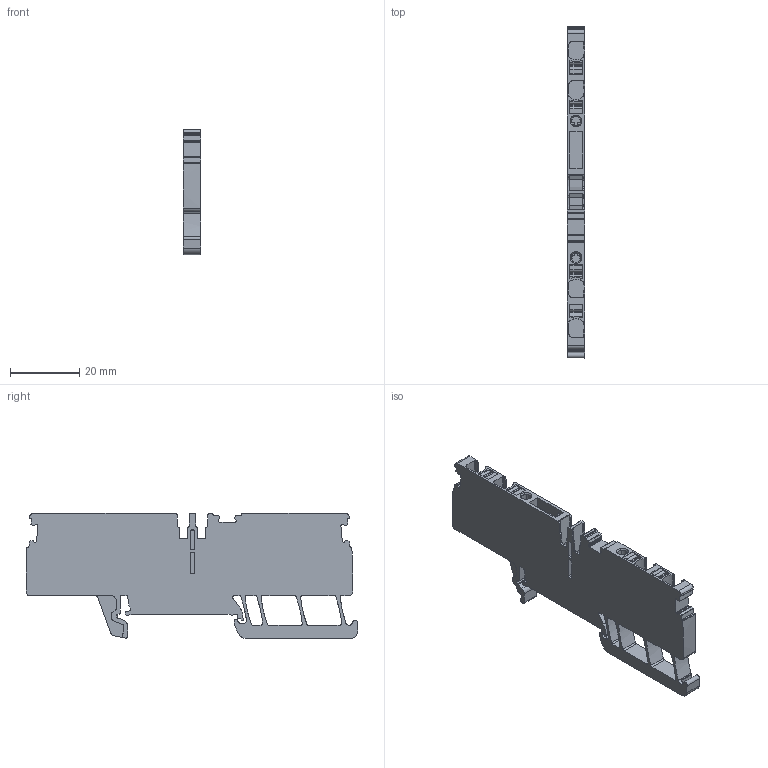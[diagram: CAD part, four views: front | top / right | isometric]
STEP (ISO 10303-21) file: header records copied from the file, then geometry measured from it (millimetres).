
FILE_DESCRIPTION(('CATIA V5 STEP Exchange','CAx-IF Rec.Pracs.--- Model Styling and Organization---1.5--- 2016-08-15','CAx-IF Rec.Pracs.---Supplemental Geometry---1.0---2011-11-01','CAx-IF Rec.Pracs.--- Composite Materials ---1.1---2010-07-15'),'2;1');
FILE_NAME ('8534816_3', '2024-05-29T10:40:16+00:00', ('none'), ('Weidmueller'), 'CATIA Version 5-6 Release 2022 SP4 HF5', 'CATIA V5 STEP AP214 v3', 'none');
FILE_SCHEMA(('AUTOMOTIVE_DESIGN { 1 0 10303 214 1 1 1 1 }'));
Length unit declared in the file: millimetre
Products named in the file (1): 1989950000_ADT_2-5_4C_W-O_DTLV
Bounding box: 5.1 x 95.74 x 36.15 mm (x, y, z)
Volume: 11605.8 mm3; surface area: 8613.2 mm2
Topology: 1 solids, 1 shells, 585 faces, 1711 edges, 1140 vertices
Faces by surface type: plane 272, cylinder 263, extrusion 34, cone 16
Entity records: 21129 total; most frequent: CARTESIAN_POINT 5894, ORIENTED_EDGE 3422, DIRECTION 2380, EDGE_CURVE 1711, VERTEX_POINT 1140, VECTOR 1102, LINE 1068, AXIS2_PLACEMENT_3D 834
